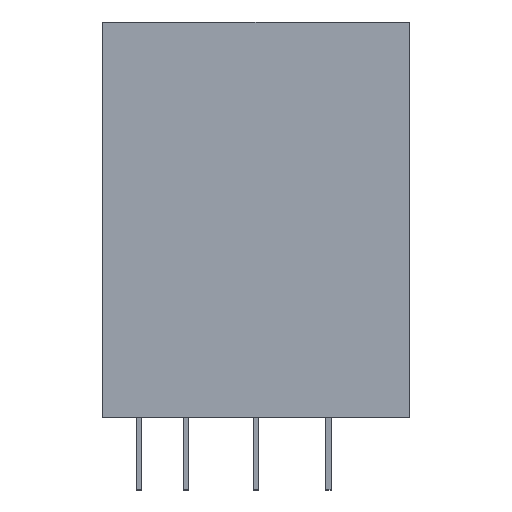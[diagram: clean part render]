
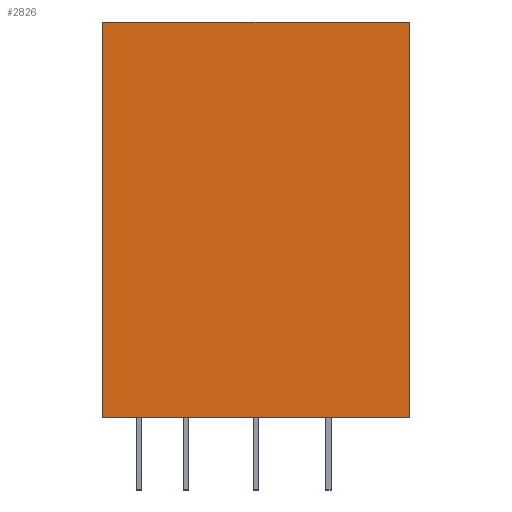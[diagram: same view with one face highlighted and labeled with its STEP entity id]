
A CAD part, top view. The second image highlights one B-rep face of the part: STEP entity #2826.
In plain terms, the highlighted planar face has unit normal (0, 0, 1).
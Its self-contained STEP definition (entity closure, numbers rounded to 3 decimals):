
#28 = VERTEX_POINT ( 'NONE', #3457 ) ;
#285 = DIRECTION ( 'NONE',  ( -1., 0., 0. ) ) ;
#375 = VERTEX_POINT ( 'NONE', #4058 ) ;
#613 = PLANE ( 'NONE',  #3764 ) ;
#768 = LINE ( 'NONE', #1430, #3266 ) ;
#788 = CARTESIAN_POINT ( 'NONE',  ( 13.75, -17.75, 21. ) ) ;
#824 = EDGE_LOOP ( 'NONE', ( #4374, #2488, #1459, #2846 ) ) ;
#1430 = CARTESIAN_POINT ( 'NONE',  ( -13.75, -17.75, 21. ) ) ;
#1459 = ORIENTED_EDGE ( 'NONE', *, *, #2270, .T. ) ;
#1488 = CARTESIAN_POINT ( 'NONE',  ( -13.75, -17.75, 21. ) ) ;
#1512 = EDGE_CURVE ( 'NONE', #2064, #375, #768, .T. ) ;
#1521 = VECTOR ( 'NONE', #2218, 1000. ) ;
#1784 = VECTOR ( 'NONE', #3509, 1000. ) ;
#1945 = EDGE_CURVE ( 'NONE', #28, #2282, #3843, .T. ) ;
#2064 = VERTEX_POINT ( 'NONE', #1488 ) ;
#2066 = CARTESIAN_POINT ( 'NONE',  ( -13.75, 17.75, 21. ) ) ;
#2140 = LINE ( 'NONE', #788, #1521 ) ;
#2218 = DIRECTION ( 'NONE',  ( 0., 1., 0. ) ) ;
#2270 = EDGE_CURVE ( 'NONE', #2282, #2064, #2706, .T. ) ;
#2282 = VERTEX_POINT ( 'NONE', #2066 ) ;
#2488 = ORIENTED_EDGE ( 'NONE', *, *, #1945, .T. ) ;
#2569 = DIRECTION ( 'NONE',  ( 1., 0., 0. ) ) ;
#2706 = LINE ( 'NONE', #4275, #1784 ) ;
#2826 = ADVANCED_FACE ( 'NONE', ( #3646 ), #613, .F. ) ;
#2834 = DIRECTION ( 'NONE',  ( -1., 0., 0. ) ) ;
#2846 = ORIENTED_EDGE ( 'NONE', *, *, #1512, .T. ) ;
#3167 = CARTESIAN_POINT ( 'NONE',  ( 0., 0., 21. ) ) ;
#3266 = VECTOR ( 'NONE', #2569, 1000. ) ;
#3381 = VECTOR ( 'NONE', #2834, 1000. ) ;
#3457 = CARTESIAN_POINT ( 'NONE',  ( 13.75, 17.75, 21. ) ) ;
#3509 = DIRECTION ( 'NONE',  ( 0., -1., 0. ) ) ;
#3646 = FACE_OUTER_BOUND ( 'NONE', #824, .T. ) ;
#3764 = AXIS2_PLACEMENT_3D ( 'NONE', #3167, #4292, #285 ) ;
#3843 = LINE ( 'NONE', #3917, #3381 ) ;
#3917 = CARTESIAN_POINT ( 'NONE',  ( -13.75, 17.75, 21. ) ) ;
#4058 = CARTESIAN_POINT ( 'NONE',  ( 13.75, -17.75, 21. ) ) ;
#4099 = EDGE_CURVE ( 'NONE', #375, #28, #2140, .T. ) ;
#4275 = CARTESIAN_POINT ( 'NONE',  ( -13.75, -17.75, 21. ) ) ;
#4292 = DIRECTION ( 'NONE',  ( 0., 0., -1. ) ) ;
#4374 = ORIENTED_EDGE ( 'NONE', *, *, #4099, .T. ) ;
